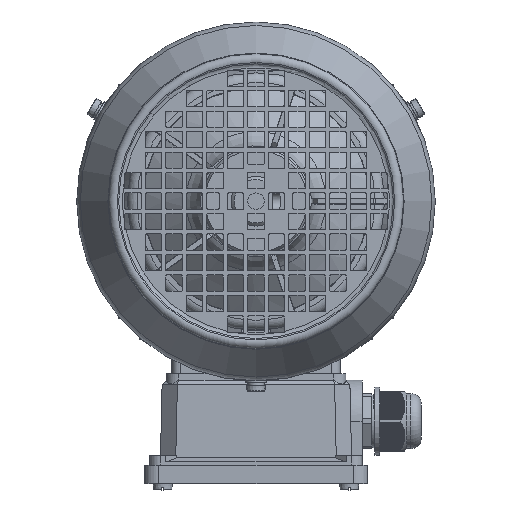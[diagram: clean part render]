
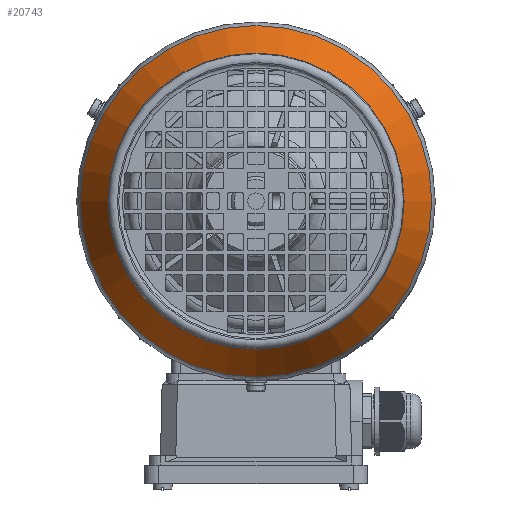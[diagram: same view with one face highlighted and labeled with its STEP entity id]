
A CAD part, top view. The second image highlights one B-rep face of the part: STEP entity #20743.
In plain terms, the highlighted conical face has half-angle 30 degrees and reference radius 85.758 mm.
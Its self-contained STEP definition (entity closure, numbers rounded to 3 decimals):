
#20743=ADVANCED_FACE('',(#26572,#26573),#24161,.T.);
#24161=CONICAL_SURFACE('',#75489,85.758,30.);
#26572=FACE_BOUND('',#28276,.T.);
#26573=FACE_BOUND('',#28277,.T.);
#28276=EDGE_LOOP('',(#35995));
#28277=EDGE_LOOP('',(#35996));
#35995=ORIENTED_EDGE('',*,*,#63134,.T.);
#35996=ORIENTED_EDGE('',*,*,#63133,.F.);
#55439=VERTEX_POINT('',#107901);
#55440=VERTEX_POINT('',#107904);
#63133=EDGE_CURVE('',#55439,#55439,#72311,.T.);
#63134=EDGE_CURVE('',#55440,#55440,#72312,.T.);
#72311=CIRCLE('',#75486,85.758);
#72312=CIRCLE('',#75488,72.283);
#75486=AXIS2_PLACEMENT_3D('',#107900,#84719,#84720);
#75488=AXIS2_PLACEMENT_3D('',#107903,#84723,#84724);
#75489=AXIS2_PLACEMENT_3D('',#107905,#84725,#84726);
#84719=DIRECTION('',(0.,0.,-1.));
#84720=DIRECTION('',(1.,0.,0.));
#84723=DIRECTION('',(0.,0.,-1.));
#84724=DIRECTION('',(1.,0.,0.));
#84725=DIRECTION('',(0.,0.,-1.));
#84726=DIRECTION('',(1.,0.,0.));
#107900=CARTESIAN_POINT('',(0.,0.,224.974));
#107901=CARTESIAN_POINT('',(85.758,0.,224.974));
#107903=CARTESIAN_POINT('',(0.,0.,248.313));
#107904=CARTESIAN_POINT('',(72.283,0.,248.313));
#107905=CARTESIAN_POINT('',(0.,0.,224.974));
